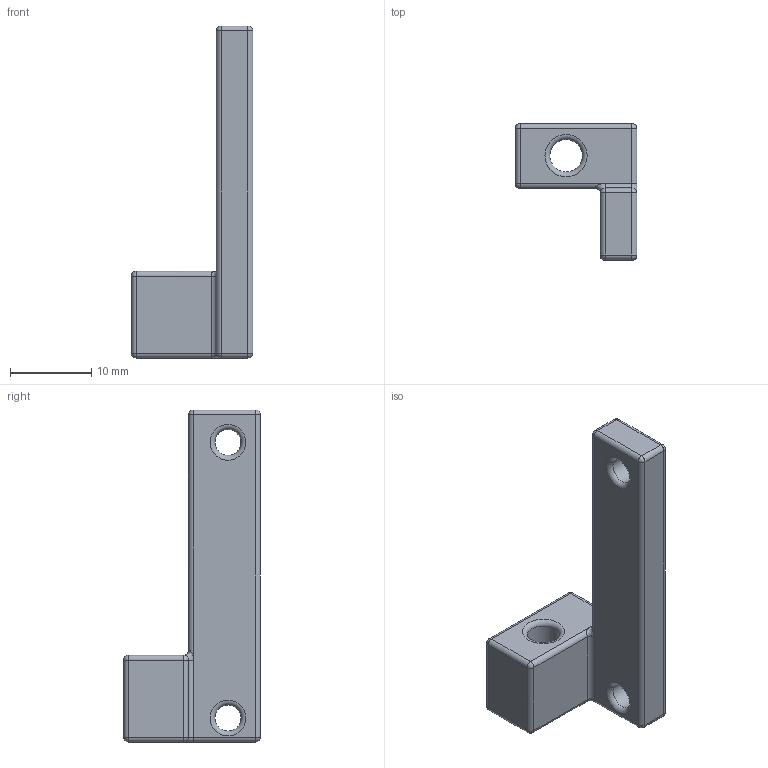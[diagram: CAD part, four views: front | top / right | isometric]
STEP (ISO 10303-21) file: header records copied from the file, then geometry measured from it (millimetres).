
FILE_DESCRIPTION(/* description */ (''),/* implementation_level */ '2;1');
FILE_NAME(/* name */ 'B-Fan_Upper_Mount-R.stp',/* time_stamp */ '2020-11-22T15:26:13-08:00',/* author */ (''),/* organization */ (''),/* preprocessor_version */ 'ST-DEVELOPER v18.1',/* originating_system */ 'Autodesk Translation Framework v9.3.0.1241',/* authorisation */ '');
FILE_SCHEMA (('AUTOMOTIVE_DESIGN { 1 0 10303 214 3 1 1 }'));
Length unit declared in the file: millimetre
Products named in the file (1): Fan Upper Mount
Bounding box: 15 x 16.87 x 40.95 mm (x, y, z)
Volume: 2683.5 mm3; surface area: 1879.3 mm2
Topology: 1 solids, 1 shells, 57 faces, 120 edges, 65 vertices
Faces by surface type: cylinder 26, sphere 12, plane 10, torus 8, bspline 1
Full cylindrical faces by diameter (mm): 3.2 x2, 4 x1
Entity records: 1610 total; most frequent: CARTESIAN_POINT 312, DIRECTION 301, ORIENTED_EDGE 240, AXIS2_PLACEMENT_3D 126, EDGE_CURVE 120, CIRCLE 69, VERTEX_POINT 65, EDGE_LOOP 63
